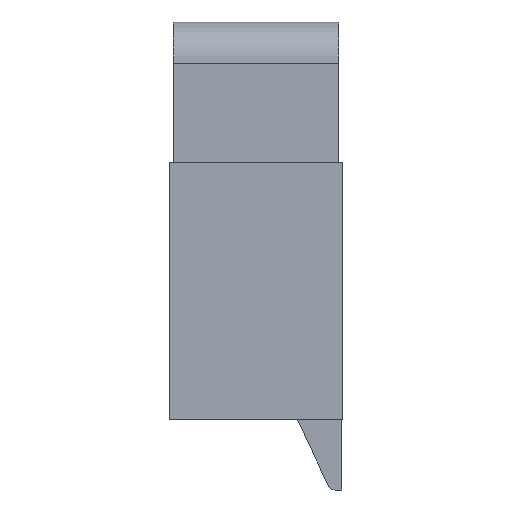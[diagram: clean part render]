
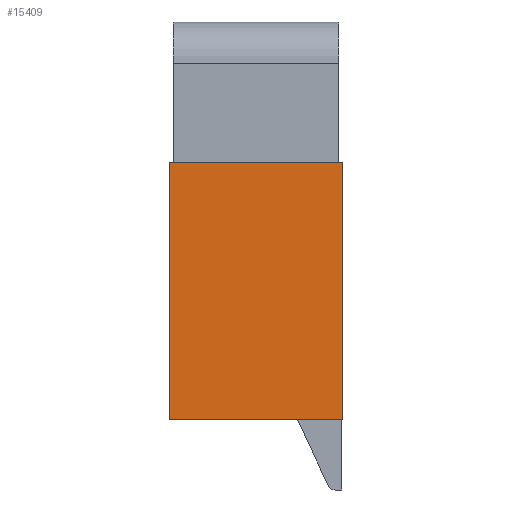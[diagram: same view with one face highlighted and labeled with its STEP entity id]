
A CAD part, left-side view. The second image highlights one B-rep face of the part: STEP entity #15409.
In plain terms, the highlighted planar face has unit normal (-1, 0, 0).
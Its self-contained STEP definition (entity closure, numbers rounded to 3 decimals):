
#3331=ORIENTED_EDGE('',*,*,#6481,.T.);
#3332=ORIENTED_EDGE('',*,*,#6475,.F.);
#3333=ORIENTED_EDGE('',*,*,#6471,.F.);
#3334=ORIENTED_EDGE('',*,*,#6482,.F.);
#3335=ORIENTED_EDGE('',*,*,#6483,.F.);
#3336=ORIENTED_EDGE('',*,*,#6478,.T.);
#6471=EDGE_CURVE('',#8209,#8200,#10082,.T.);
#6475=EDGE_CURVE('',#8200,#8211,#10086,.T.);
#6478=EDGE_CURVE('',#8214,#8213,#10089,.T.);
#6481=EDGE_CURVE('',#8213,#8211,#10092,.T.);
#6482=EDGE_CURVE('',#8216,#8209,#10093,.T.);
#6483=EDGE_CURVE('',#8214,#8216,#10094,.T.);
#8200=VERTEX_POINT('',#23951);
#8209=VERTEX_POINT('',#23984);
#8211=VERTEX_POINT('',#23993);
#8213=VERTEX_POINT('',#23998);
#8214=VERTEX_POINT('',#24000);
#8216=VERTEX_POINT('',#24007);
#10082=LINE('',#23985,#12201);
#10086=LINE('',#23992,#12205);
#10089=LINE('',#23999,#12208);
#10092=LINE('',#24005,#12211);
#10093=LINE('',#24006,#12212);
#10094=LINE('',#24008,#12213);
#12201=VECTOR('',#19491,1000.);
#12205=VECTOR('',#19499,1000.);
#12208=VECTOR('',#19504,1000.);
#12211=VECTOR('',#19509,1000.);
#12212=VECTOR('',#19510,1000.);
#12213=VECTOR('',#19511,1000.);
#13206=EDGE_LOOP('',(#3331,#3332,#3333,#3334,#3335,#3336));
#13961=FACE_BOUND('',#13206,.T.);
#14654=PLANE('',#16315);
#15409=ADVANCED_FACE('',(#13961),#14654,.F.);
#16315=AXIS2_PLACEMENT_3D('',#24004,#19507,#19508);
#19491=DIRECTION('',(0.,-1.,0.));
#19499=DIRECTION('',(0.,-1.,0.));
#19504=DIRECTION('',(0.,-1.,0.));
#19507=DIRECTION('',(1.,0.,0.));
#19508=DIRECTION('',(0.,0.,-1.));
#19509=DIRECTION('',(0.,0.,1.));
#19510=DIRECTION('',(0.,-1.,0.));
#19511=DIRECTION('',(0.,0.,1.));
#23951=CARTESIAN_POINT('',(-7.075,0.,-1.7));
#23984=CARTESIAN_POINT('',(-7.075,2.,-1.7));
#23985=CARTESIAN_POINT('',(-7.075,2.05,-1.7));
#23992=CARTESIAN_POINT('',(-7.075,2.05,-1.7));
#23993=CARTESIAN_POINT('',(-7.075,-0.05,-1.7));
#23998=CARTESIAN_POINT('',(-7.075,-0.05,-4.82));
#23999=CARTESIAN_POINT('',(-7.075,2.05,-4.82));
#24000=CARTESIAN_POINT('',(-7.075,2.05,-4.82));
#24004=CARTESIAN_POINT('',(-7.075,2.05,-4.82));
#24005=CARTESIAN_POINT('',(-7.075,-0.05,-4.82));
#24006=CARTESIAN_POINT('',(-7.075,2.05,-1.7));
#24007=CARTESIAN_POINT('',(-7.075,2.05,-1.7));
#24008=CARTESIAN_POINT('',(-7.075,2.05,-4.82));
